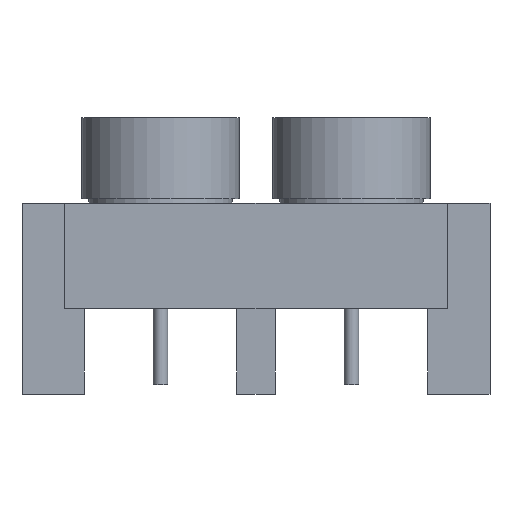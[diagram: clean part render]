
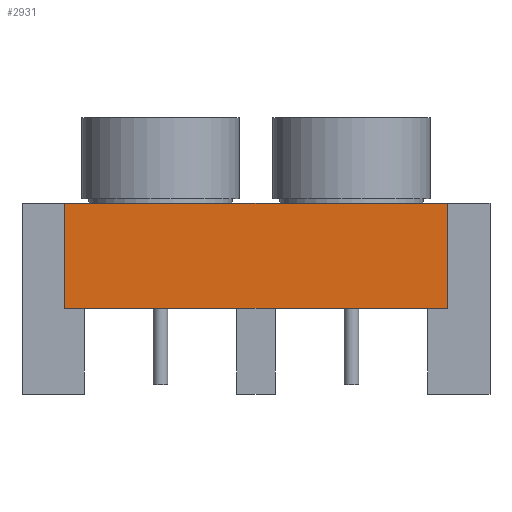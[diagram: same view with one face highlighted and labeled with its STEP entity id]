
A CAD part, front view. The second image highlights one B-rep face of the part: STEP entity #2931.
In plain terms, the highlighted planar face has unit normal (0, -1, 0).
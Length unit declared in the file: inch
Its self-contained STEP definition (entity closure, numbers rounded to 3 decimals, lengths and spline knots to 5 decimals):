
#153 = CARTESIAN_POINT ( 'NONE',  ( -0.2, 0., -0.2 ) ) ;
#191 = DIRECTION ( 'NONE',  ( 0., 0., -1. ) ) ;
#1020 = ORIENTED_EDGE ( 'NONE', *, *, #2787, .T. ) ;
#1061 = CARTESIAN_POINT ( 'NONE',  ( 0.2, 0., -0.11 ) ) ;
#1107 = ORIENTED_EDGE ( 'NONE', *, *, #3773, .T. ) ;
#1123 = CARTESIAN_POINT ( 'NONE',  ( -0.2, 0., 0. ) ) ;
#1185 = VERTEX_POINT ( 'NONE', #2530 ) ;
#1454 = VERTEX_POINT ( 'NONE', #5700 ) ;
#1514 = VECTOR ( 'NONE', #2155, 39.37008 ) ;
#1522 = LINE ( 'NONE', #1123, #1514 ) ;
#1608 = CARTESIAN_POINT ( 'NONE',  ( -0.2, 0., 0. ) ) ;
#1696 = LINE ( 'NONE', #3693, #1722 ) ;
#1722 = VECTOR ( 'NONE', #5498, 39.37008 ) ;
#1846 = VERTEX_POINT ( 'NONE', #1608 ) ;
#2135 = VECTOR ( 'NONE', #3755, 39.37008 ) ;
#2155 = DIRECTION ( 'NONE',  ( 1., 0., 0. ) ) ;
#2520 = ORIENTED_EDGE ( 'NONE', *, *, #3532, .F. ) ;
#2530 = CARTESIAN_POINT ( 'NONE',  ( -0.2, 0., -0.11 ) ) ;
#2787 = EDGE_CURVE ( 'NONE', #3351, #1454, #4508, .T. ) ;
#2931 = ADVANCED_FACE ( 'NONE', ( #4318 ), #4650, .T. ) ;
#3019 = DIRECTION ( 'NONE',  ( 0., 0., 1. ) ) ;
#3351 = VERTEX_POINT ( 'NONE', #1061 ) ;
#3430 = CARTESIAN_POINT ( 'NONE',  ( 0.2, 0., -0.2 ) ) ;
#3532 = EDGE_CURVE ( 'NONE', #1185, #1846, #3564, .T. ) ;
#3564 = LINE ( 'NONE', #4342, #2135 ) ;
#3693 = CARTESIAN_POINT ( 'NONE',  ( -0.2, 0., -0.11 ) ) ;
#3755 = DIRECTION ( 'NONE',  ( 0., 0., 1. ) ) ;
#3773 = EDGE_CURVE ( 'NONE', #1185, #3351, #1696, .T. ) ;
#3824 = AXIS2_PLACEMENT_3D ( 'NONE', #153, #5673, #191 ) ;
#3849 = EDGE_CURVE ( 'NONE', #1846, #1454, #1522, .T. ) ;
#4318 = FACE_OUTER_BOUND ( 'NONE', #5533, .T. ) ;
#4329 = ORIENTED_EDGE ( 'NONE', *, *, #3849, .F. ) ;
#4342 = CARTESIAN_POINT ( 'NONE',  ( -0.2, 0., -0.2 ) ) ;
#4469 = VECTOR ( 'NONE', #3019, 39.37008 ) ;
#4508 = LINE ( 'NONE', #3430, #4469 ) ;
#4650 = PLANE ( 'NONE',  #3824 ) ;
#5498 = DIRECTION ( 'NONE',  ( 1., 0., 0. ) ) ;
#5533 = EDGE_LOOP ( 'NONE', ( #2520, #1107, #1020, #4329 ) ) ;
#5673 = DIRECTION ( 'NONE',  ( 0., -1., 0. ) ) ;
#5700 = CARTESIAN_POINT ( 'NONE',  ( 0.2, 0., 0. ) ) ;
